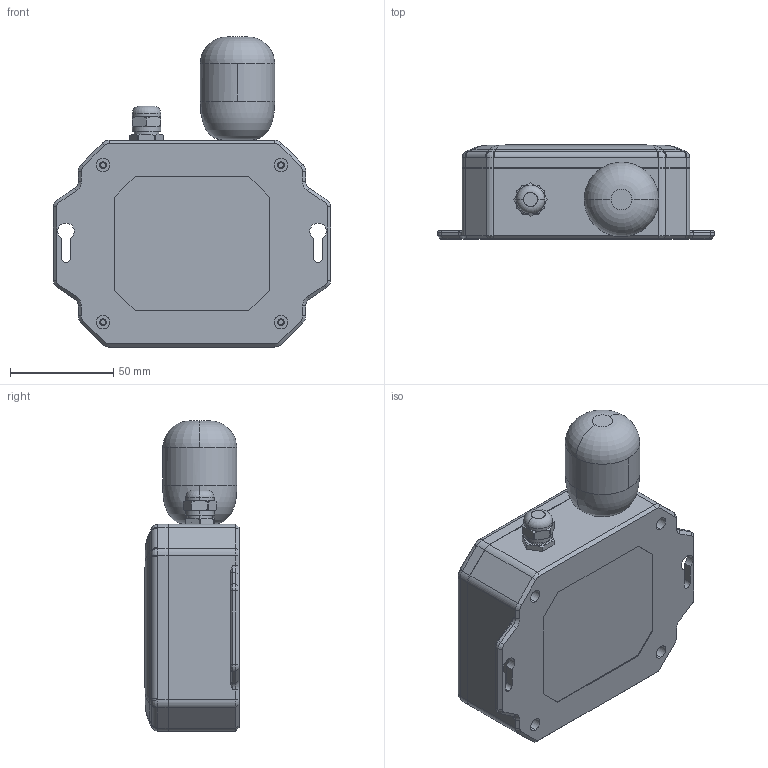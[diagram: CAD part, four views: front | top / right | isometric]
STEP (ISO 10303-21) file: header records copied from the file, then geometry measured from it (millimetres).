
FILE_DESCRIPTION (( 'STEP AP214' ), '1' );
FILE_NAME ('SRMS100-2010-7601_3D.STEP', '2022-03-11T16:46:39', ( '' ), ( '' ), 'SwSTEP 2.0', 'SolidWorks 2021', '' );
FILE_SCHEMA (( 'AUTOMOTIVE_DESIGN' ));
Length unit declared in the file: inch
Products named in the file (8): SRMS100-2010-7601_3D; DZ-1; M12X1-FANGSHUI-01; PRT0006; SG-1; GJQ-2; PCB; GJQ-1
Assembly tree (7 placements, depth 2):
  SRMS100-2010-7601_3D
    DZ-1
    SG-1
    GJQ-1
    PCB
    GJQ-2
    M12X1-FANGSHUI-01
    PRT0006
Bounding box: 134 x 45.5 x 150 mm (x, y, z)
Volume: 203041.8 mm3; surface area: 120680.9 mm2
Topology: 7 solids, 7 shells, 719 faces, 1892 edges, 1220 vertices
Faces by surface type: plane 323, cylinder 288, cone 56, bspline 48, torus 4
Entity records: 27125 total; most frequent: CARTESIAN_POINT 9087, ORIENTED_EDGE 3784, DIRECTION 3610, EDGE_CURVE 1892, AXIS2_PLACEMENT_3D 1278, VERTEX_POINT 1220, VECTOR 1054, LINE 1054
